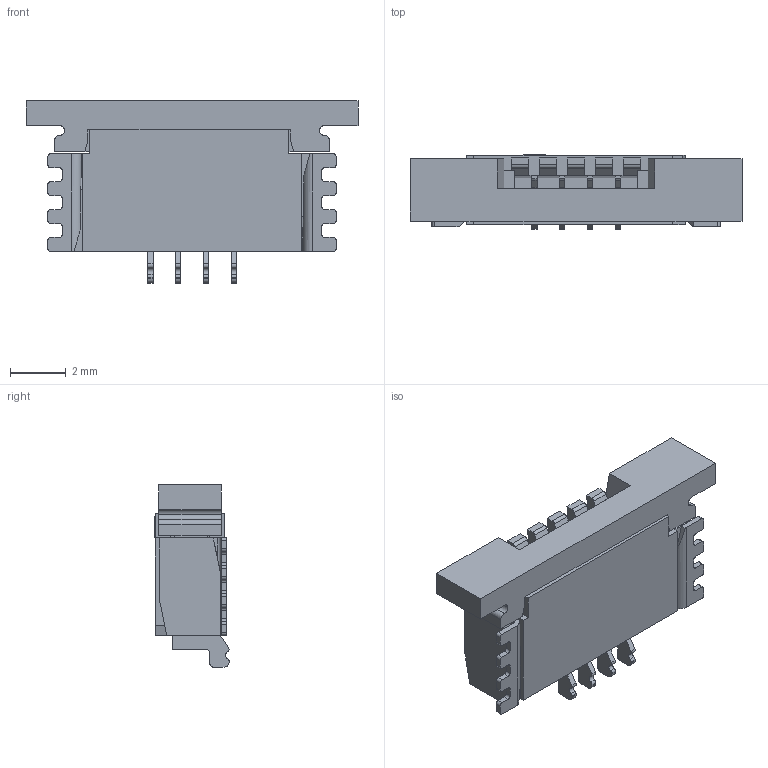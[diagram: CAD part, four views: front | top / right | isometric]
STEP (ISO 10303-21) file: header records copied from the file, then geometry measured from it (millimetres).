
FILE_DESCRIPTION(('STEP AP242'),'1');
FILE_NAME('84953-4.stp','2021-01-25T15:58:48',('TraceParts'),('TraceParts S.A.'),'Spatial InterOp 3D',' ',' ');
FILE_SCHEMA(('AP242_MANAGED_MODEL_BASED_3D_ENGINEERING_MIM_LF {1 0 10303 442 1 1 4}'));
Length unit declared in the file: millimetre
Products named in the file (1): 84953-4
Bounding box: 11.92 x 2.66 x 6.55 mm (x, y, z)
Volume: 110.4 mm3; surface area: 321.6 mm2
Topology: 1 solids, 1 shells, 336 faces, 989 edges, 650 vertices
Faces by surface type: plane 242, cylinder 94
Entity records: 11152 total; most frequent: CARTESIAN_POINT 1998, ORIENTED_EDGE 1978, DIRECTION 1847, EDGE_CURVE 989, LINE 793, VECTOR 793, VERTEX_POINT 650, AXIS2_PLACEMENT_3D 527
